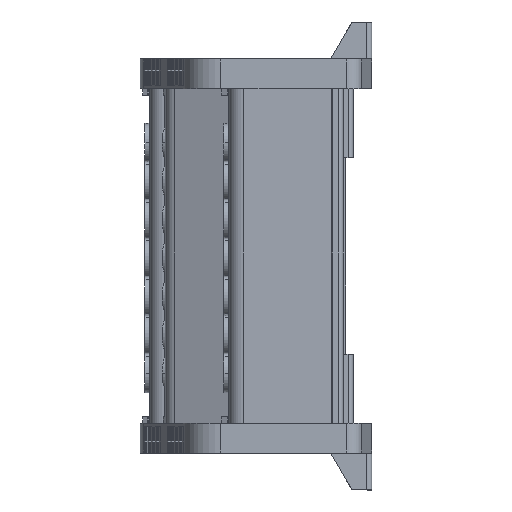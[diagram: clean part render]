
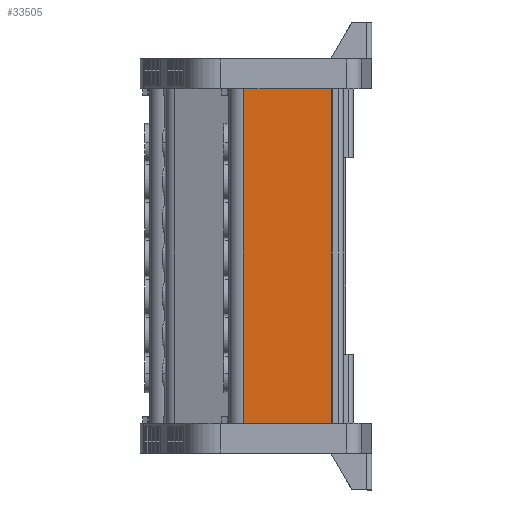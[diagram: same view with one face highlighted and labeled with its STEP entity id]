
A CAD part, left-side view. The second image highlights one B-rep face of the part: STEP entity #33505.
In plain terms, the highlighted planar face has unit normal (-1, 0.018, 0).
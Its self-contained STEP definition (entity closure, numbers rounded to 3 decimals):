
#9859 = VECTOR ( 'NONE', #51294, 1000. ) ;
#9976 = VECTOR ( 'NONE', #51391, 1000. ) ;
#11655 = VERTEX_POINT ( 'NONE', #19601 ) ;
#19601 = CARTESIAN_POINT ( 'NONE',  ( -328.069, 213.132, 32.313 ) ) ;
#20196 = EDGE_CURVE ( 'NONE', #11655, #46377, #51305, .T. ) ;
#20270 = EDGE_CURVE ( 'NONE', #11655, #45964, #51434, .T. ) ;
#23007 = VECTOR ( 'NONE', #75600, 1000. ) ;
#26895 = EDGE_LOOP ( 'NONE', ( #65403, #65490, #65494, #65507 ) ) ;
#33505 = ADVANCED_FACE ( 'NONE', ( #61405 ), #61391, .F. ) ;
#36958 = EDGE_CURVE ( 'NONE', #46377, #46066, #65839, .T. ) ;
#39585 = EDGE_CURVE ( 'NONE', #46066, #45964, #75595, .T. ) ;
#43578 = AXIS2_PLACEMENT_3D ( 'NONE', #61392, #61415, #61378 ) ;
#45964 = VERTEX_POINT ( 'NONE', #76667 ) ;
#46066 = VERTEX_POINT ( 'NONE', #76862 ) ;
#46377 = VERTEX_POINT ( 'NONE', #77036 ) ;
#46668 = VECTOR ( 'NONE', #65866, 1000. ) ;
#51294 = DIRECTION ( 'NONE',  ( 0., 0., 1. ) ) ;
#51305 = LINE ( 'NONE', #51312, #9859 ) ;
#51312 = CARTESIAN_POINT ( 'NONE',  ( -328.069, 213.132, 31.313 ) ) ;
#51391 = DIRECTION ( 'NONE',  ( -0.017, -1., 0. ) ) ;
#51405 = CARTESIAN_POINT ( 'NONE',  ( -328., 217.129, 32.313 ) ) ;
#51434 = LINE ( 'NONE', #51405, #9976 ) ;
#61378 = DIRECTION ( 'NONE',  ( 0.017, 1., 0. ) ) ;
#61391 = PLANE ( 'NONE',  #43578 ) ;
#61392 = CARTESIAN_POINT ( 'NONE',  ( -328., 217.129, 31.313 ) ) ;
#61405 = FACE_OUTER_BOUND ( 'NONE', #26895, .T. ) ;
#61415 = DIRECTION ( 'NONE',  ( 1., -0.017, 0. ) ) ;
#65403 = ORIENTED_EDGE ( 'NONE', *, *, #39585, .F. ) ;
#65490 = ORIENTED_EDGE ( 'NONE', *, *, #36958, .F. ) ;
#65494 = ORIENTED_EDGE ( 'NONE', *, *, #20196, .F. ) ;
#65507 = ORIENTED_EDGE ( 'NONE', *, *, #20270, .T. ) ;
#65839 = LINE ( 'NONE', #65850, #46668 ) ;
#65850 = CARTESIAN_POINT ( 'NONE',  ( -328.409, 193.669, 100.307 ) ) ;
#65866 = DIRECTION ( 'NONE',  ( -0.017, -1., 0. ) ) ;
#75595 = LINE ( 'NONE', #75599, #23007 ) ;
#75599 = CARTESIAN_POINT ( 'NONE',  ( -328.4, 194.182, 31.313 ) ) ;
#75600 = DIRECTION ( 'NONE',  ( 0., 0., -1. ) ) ;
#76667 = CARTESIAN_POINT ( 'NONE',  ( -328.4, 194.182, 32.313 ) ) ;
#76862 = CARTESIAN_POINT ( 'NONE',  ( -328.4, 194.182, 100.307 ) ) ;
#77036 = CARTESIAN_POINT ( 'NONE',  ( -328.069, 213.132, 100.307 ) ) ;
